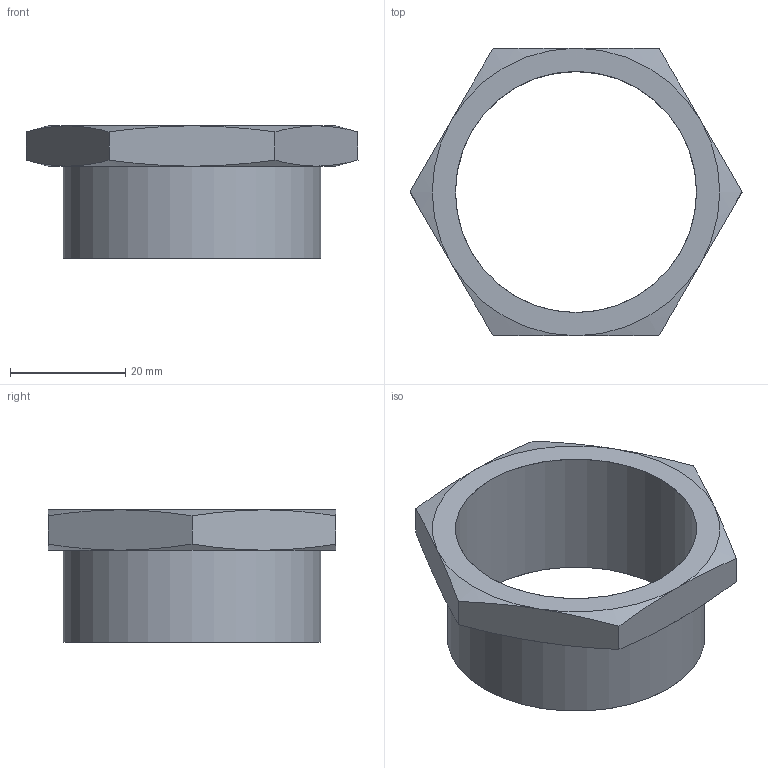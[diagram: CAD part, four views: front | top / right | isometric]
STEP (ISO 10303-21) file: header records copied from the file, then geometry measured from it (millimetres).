
FILE_DESCRIPTION(( 'RA.14112114.STP' ), '1');
FILE_NAME( 'RA.14112114.STP', '2018-10-08T14:48:09',( 'Sopra'),('sopra-pneumatic.com'), 'SwSTEP 2.0','SolidWorks 2009','' );
FILE_SCHEMA (('AUTOMOTIVE_DESIGN { 1 0 10303 214 1 1 1 1 }'));
Length unit declared in the file: millimetre
Bounding box: 57.73 x 50 x 23 mm (x, y, z)
Volume: 8572.3 mm3; surface area: 7952 mm2
Topology: 1 solids, 1 shells, 26 faces, 70 edges, 47 vertices
Faces by surface type: cone 15, plane 9, cylinder 2
Full cylindrical faces by diameter (mm): 41.91 x1, 44.845 x1
Entity records: 1428 total; most frequent: DIRECTION 168, CARTESIAN_POINT 130, PRESENTATION_STYLE_ASSIGNMENT 123, COLOUR_RGB 123, DRAUGHTING_PRE_DEFINED_CURVE_FONT 122, CURVE_STYLE 122, OVER_RIDING_STYLED_ITEM 122, ORIENTED_EDGE 122
